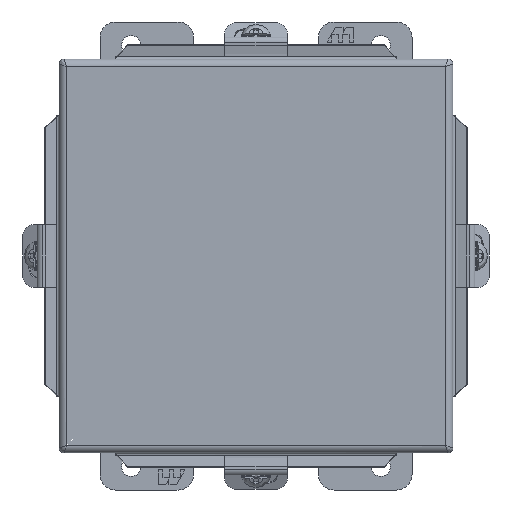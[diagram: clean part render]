
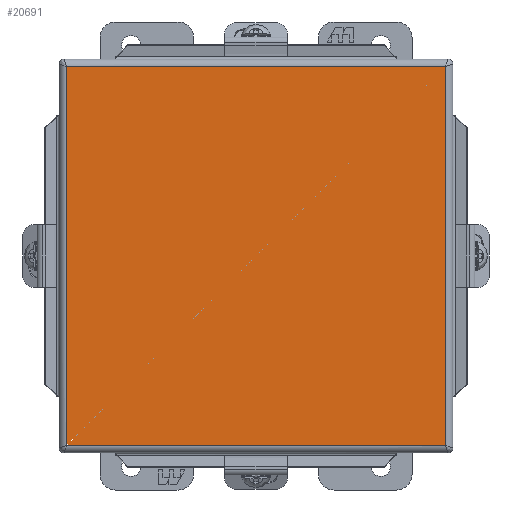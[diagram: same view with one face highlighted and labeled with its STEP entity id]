
A CAD part, front view. The second image highlights one B-rep face of the part: STEP entity #20691.
In plain terms, the highlighted planar face has unit normal (0, -1, 0).
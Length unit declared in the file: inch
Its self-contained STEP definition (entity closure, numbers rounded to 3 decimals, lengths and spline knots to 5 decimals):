
#1125 = VERTEX_POINT ( 'NONE', #24338 ) ;
#2224 = VERTEX_POINT ( 'NONE', #30291 ) ;
#2903 = VERTEX_POINT ( 'NONE', #19277 ) ;
#3258 = DIRECTION ( 'NONE',  ( 0., 0., 1. ) ) ;
#4508 = VECTOR ( 'NONE', #32616, 39.37008 ) ;
#5421 = PLANE ( 'NONE',  #33701 ) ;
#6142 = LINE ( 'NONE', #29703, #20527 ) ;
#6624 = CARTESIAN_POINT ( 'NONE',  ( 0., -4.19685, -3.0378 ) ) ;
#6762 = DIRECTION ( 'NONE',  ( 0., 0., -1. ) ) ;
#8658 = DIRECTION ( 'NONE',  ( 0., 1., 0. ) ) ;
#11752 = EDGE_CURVE ( 'NONE', #2903, #32961, #6142, .T. ) ;
#12451 = CARTESIAN_POINT ( 'NONE',  ( -3.0378, -4.19685, -3.0378 ) ) ;
#12525 = ORIENTED_EDGE ( 'NONE', *, *, #13395, .T. ) ;
#13395 = EDGE_CURVE ( 'NONE', #2224, #1125, #28399, .T. ) ;
#13459 = EDGE_CURVE ( 'NONE', #32961, #2224, #20679, .T. ) ;
#16171 = VECTOR ( 'NONE', #3258, 39.37008 ) ;
#16577 = DIRECTION ( 'NONE',  ( -1., 0., 0. ) ) ;
#18116 = VECTOR ( 'NONE', #16577, 39.37008 ) ;
#19277 = CARTESIAN_POINT ( 'NONE',  ( -3.0378, -4.19685, 3.0378 ) ) ;
#20527 = VECTOR ( 'NONE', #6762, 39.37008 ) ;
#20679 = LINE ( 'NONE', #6624, #4508 ) ;
#20691 = ADVANCED_FACE ( 'NONE', ( #20765 ), #5421, .F. ) ;
#20765 = FACE_OUTER_BOUND ( 'NONE', #37081, .T. ) ;
#23198 = CARTESIAN_POINT ( 'NONE',  ( 0., -4.19685, 0. ) ) ;
#23843 = ORIENTED_EDGE ( 'NONE', *, *, #13459, .T. ) ;
#24338 = CARTESIAN_POINT ( 'NONE',  ( 3.0378, -4.19685, 3.0378 ) ) ;
#25209 = CARTESIAN_POINT ( 'NONE',  ( 0., -4.19685, 3.0378 ) ) ;
#26069 = CARTESIAN_POINT ( 'NONE',  ( 3.0378, -4.19685, 0. ) ) ;
#28399 = LINE ( 'NONE', #26069, #16171 ) ;
#29703 = CARTESIAN_POINT ( 'NONE',  ( -3.0378, -4.19685, 0. ) ) ;
#29839 = ORIENTED_EDGE ( 'NONE', *, *, #11752, .T. ) ;
#30291 = CARTESIAN_POINT ( 'NONE',  ( 3.0378, -4.19685, -3.0378 ) ) ;
#30580 = ORIENTED_EDGE ( 'NONE', *, *, #32681, .T. ) ;
#32616 = DIRECTION ( 'NONE',  ( 1., 0., 0. ) ) ;
#32681 = EDGE_CURVE ( 'NONE', #1125, #2903, #33496, .T. ) ;
#32961 = VERTEX_POINT ( 'NONE', #12451 ) ;
#33496 = LINE ( 'NONE', #25209, #18116 ) ;
#33701 = AXIS2_PLACEMENT_3D ( 'NONE', #23198, #8658, #34166 ) ;
#34166 = DIRECTION ( 'NONE',  ( 0., 0., 1. ) ) ;
#37081 = EDGE_LOOP ( 'NONE', ( #12525, #30580, #29839, #23843 ) ) ;
